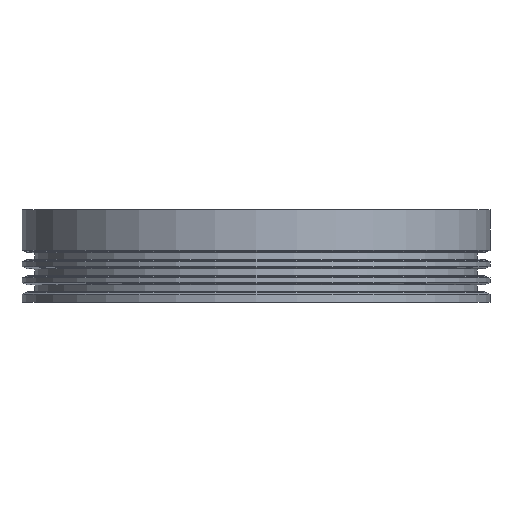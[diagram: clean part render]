
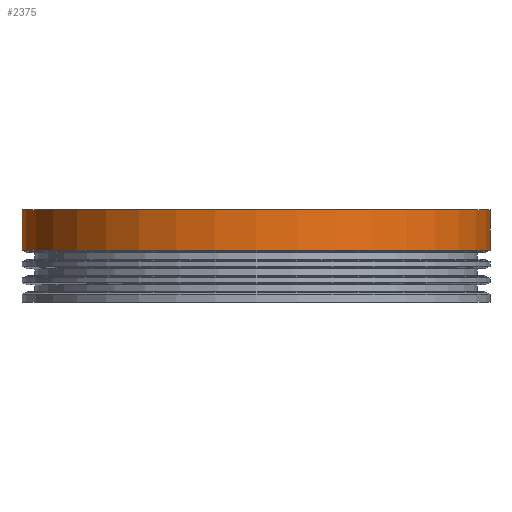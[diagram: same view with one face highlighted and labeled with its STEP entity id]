
A CAD part, front view. The second image highlights one B-rep face of the part: STEP entity #2375.
In plain terms, the highlighted cylindrical face has radius 202 mm (diameter 404 mm), a partial arc.
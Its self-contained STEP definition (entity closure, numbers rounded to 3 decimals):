
#199 = VERTEX_POINT ( 'NONE', #4260 ) ;
#475 = ORIENTED_EDGE ( 'NONE', *, *, #2435, .T. ) ;
#1156 = VERTEX_POINT ( 'NONE', #2408 ) ;
#1184 = EDGE_CURVE ( 'NONE', #199, #1156, #2457, .T. ) ;
#1341 = DIRECTION ( 'NONE',  ( 0., 0., 1. ) ) ;
#1558 = AXIS2_PLACEMENT_3D ( 'NONE', #2361, #3801, #3120 ) ;
#1595 = ORIENTED_EDGE ( 'NONE', *, *, #2160, .F. ) ;
#1635 = CARTESIAN_POINT ( 'NONE',  ( 0., 0., 24.877 ) ) ;
#2005 = ORIENTED_EDGE ( 'NONE', *, *, #1184, .F. ) ;
#2018 = DIRECTION ( 'NONE',  ( 1., 0., 0. ) ) ;
#2072 = EDGE_CURVE ( 'NONE', #199, #2482, #4214, .T. ) ;
#2160 = EDGE_CURVE ( 'NONE', #1156, #3928, #3539, .T. ) ;
#2219 = VECTOR ( 'NONE', #2826, 1000. ) ;
#2344 = VECTOR ( 'NONE', #3191, 1000. ) ;
#2361 = CARTESIAN_POINT ( 'NONE',  ( 0., 0., 60. ) ) ;
#2375 = ADVANCED_FACE ( 'NONE', ( #4389 ), #3010, .T. ) ;
#2408 = CARTESIAN_POINT ( 'NONE',  ( -202., 0., 60. ) ) ;
#2416 = ORIENTED_EDGE ( 'NONE', *, *, #2072, .T. ) ;
#2435 = EDGE_CURVE ( 'NONE', #2482, #3928, #2682, .T. ) ;
#2457 = LINE ( 'NONE', #3867, #2344 ) ;
#2482 = VERTEX_POINT ( 'NONE', #3239 ) ;
#2510 = CARTESIAN_POINT ( 'NONE',  ( 202., 0., 0. ) ) ;
#2682 = LINE ( 'NONE', #2510, #2219 ) ;
#2826 = DIRECTION ( 'NONE',  ( 0., 0., 1. ) ) ;
#2965 = AXIS2_PLACEMENT_3D ( 'NONE', #3397, #4205, #4544 ) ;
#3010 = CYLINDRICAL_SURFACE ( 'NONE', #2965, 202. ) ;
#3051 = EDGE_LOOP ( 'NONE', ( #2005, #2416, #475, #1595 ) ) ;
#3120 = DIRECTION ( 'NONE',  ( 1., 0., 0. ) ) ;
#3190 = AXIS2_PLACEMENT_3D ( 'NONE', #1635, #1341, #2018 ) ;
#3191 = DIRECTION ( 'NONE',  ( 0., 0., 1. ) ) ;
#3239 = CARTESIAN_POINT ( 'NONE',  ( 202., 0., 24.877 ) ) ;
#3397 = CARTESIAN_POINT ( 'NONE',  ( 0., 0., 0. ) ) ;
#3539 = CIRCLE ( 'NONE', #1558, 202. ) ;
#3801 = DIRECTION ( 'NONE',  ( 0., 0., 1. ) ) ;
#3867 = CARTESIAN_POINT ( 'NONE',  ( -202., 0., 0. ) ) ;
#3928 = VERTEX_POINT ( 'NONE', #4364 ) ;
#4205 = DIRECTION ( 'NONE',  ( 0., 0., 1. ) ) ;
#4214 = CIRCLE ( 'NONE', #3190, 202. ) ;
#4260 = CARTESIAN_POINT ( 'NONE',  ( -202., 0., 24.877 ) ) ;
#4364 = CARTESIAN_POINT ( 'NONE',  ( 202., 0., 60. ) ) ;
#4389 = FACE_OUTER_BOUND ( 'NONE', #3051, .T. ) ;
#4544 = DIRECTION ( 'NONE',  ( 1., 0., 0. ) ) ;
